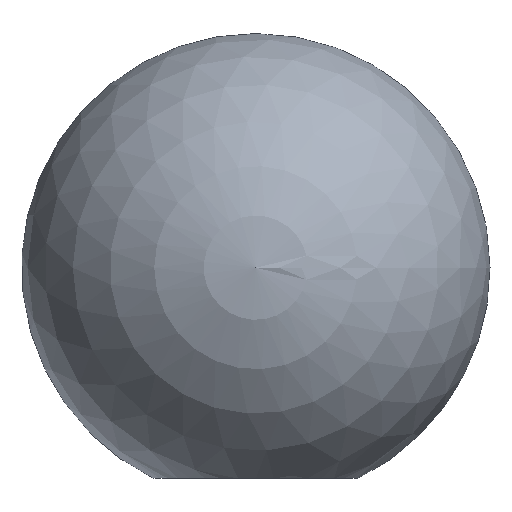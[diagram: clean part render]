
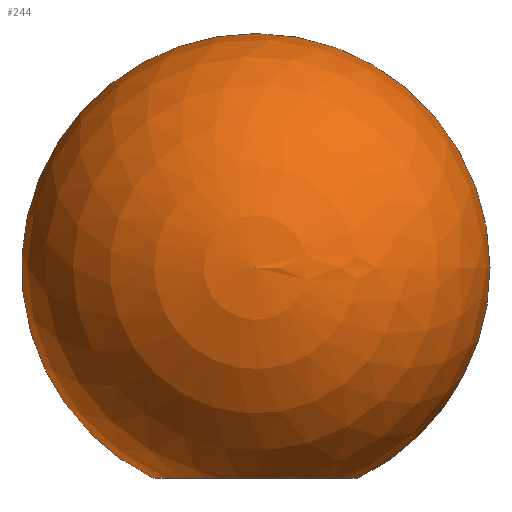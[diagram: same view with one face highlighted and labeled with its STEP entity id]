
A CAD part, front view. The second image highlights one B-rep face of the part: STEP entity #244.
In plain terms, the highlighted spherical face has radius 5 mm.
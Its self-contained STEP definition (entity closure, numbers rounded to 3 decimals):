
#1 = DIRECTION ( 'NONE',  ( 0., 1., 0. ) ) ;
#12 = ORIENTED_EDGE ( 'NONE', *, *, #234, .T. ) ;
#20 = DIRECTION ( 'NONE',  ( 0., 0., 1. ) ) ;
#24 = VERTEX_POINT ( 'NONE', #112 ) ;
#27 = VERTEX_POINT ( 'NONE', #190 ) ;
#29 = CARTESIAN_POINT ( 'NONE',  ( 0., 0., -5. ) ) ;
#47 = EDGE_CURVE ( 'NONE', #82, #27, #161, .T. ) ;
#49 = CARTESIAN_POINT ( 'NONE',  ( 0., 0., -5. ) ) ;
#54 = AXIS2_PLACEMENT_3D ( 'NONE', #243, #66, #221 ) ;
#64 = AXIS2_PLACEMENT_3D ( 'NONE', #49, #188, #70 ) ;
#66 = DIRECTION ( 'NONE',  ( 0., 0., -1. ) ) ;
#69 = DIRECTION ( 'NONE',  ( 1., 0., 0. ) ) ;
#70 = DIRECTION ( 'NONE',  ( 1., 0., 0. ) ) ;
#82 = VERTEX_POINT ( 'NONE', #153 ) ;
#95 = CARTESIAN_POINT ( 'NONE',  ( 0., 0., -5. ) ) ;
#98 = EDGE_CURVE ( 'NONE', #24, #82, #176, .T. ) ;
#111 = DIRECTION ( 'NONE',  ( 0., -1., 0. ) ) ;
#112 = CARTESIAN_POINT ( 'NONE',  ( 0., 0., 0. ) ) ;
#128 = SPHERICAL_SURFACE ( 'NONE', #223, 5. ) ;
#131 = FACE_OUTER_BOUND ( 'NONE', #198, .T. ) ;
#147 = CIRCLE ( 'NONE', #64, 5. ) ;
#149 = ORIENTED_EDGE ( 'NONE', *, *, #98, .F. ) ;
#153 = CARTESIAN_POINT ( 'NONE',  ( 2.179, 0., -9.5 ) ) ;
#161 = CIRCLE ( 'NONE', #54, 2.179 ) ;
#170 = AXIS2_PLACEMENT_3D ( 'NONE', #95, #1, #20 ) ;
#176 = CIRCLE ( 'NONE', #170, 5. ) ;
#188 = DIRECTION ( 'NONE',  ( 0., -1., 0. ) ) ;
#190 = CARTESIAN_POINT ( 'NONE',  ( -2.179, 0., -9.5 ) ) ;
#198 = EDGE_LOOP ( 'NONE', ( #149, #12, #232 ) ) ;
#221 = DIRECTION ( 'NONE',  ( -1., 0., 0. ) ) ;
#223 = AXIS2_PLACEMENT_3D ( 'NONE', #29, #111, #69 ) ;
#232 = ORIENTED_EDGE ( 'NONE', *, *, #47, .F. ) ;
#234 = EDGE_CURVE ( 'NONE', #24, #27, #147, .T. ) ;
#243 = CARTESIAN_POINT ( 'NONE',  ( 0., 0., -9.5 ) ) ;
#244 = ADVANCED_FACE ( 'NONE', ( #131 ), #128, .T. ) ;
